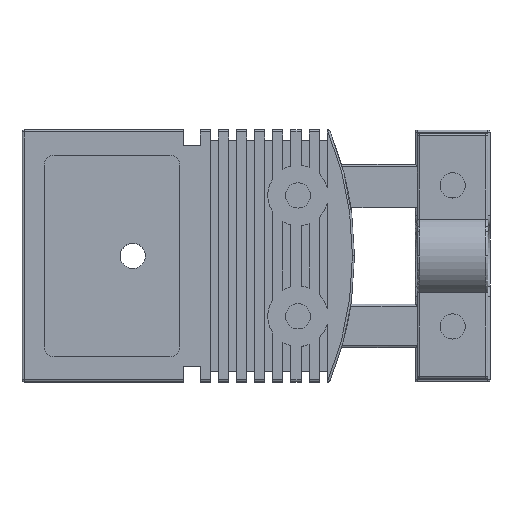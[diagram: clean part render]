
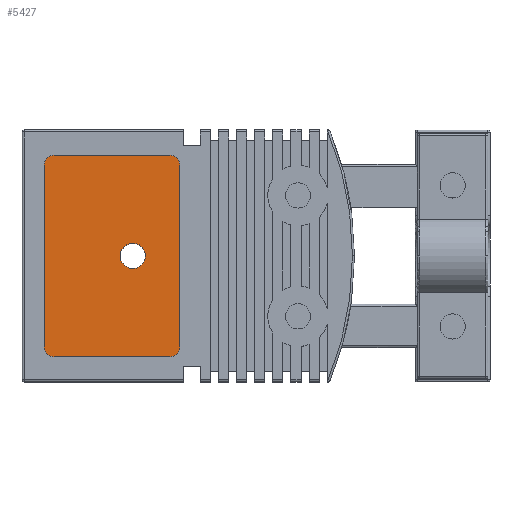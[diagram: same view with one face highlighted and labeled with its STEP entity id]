
A CAD part, top view. The second image highlights one B-rep face of the part: STEP entity #5427.
In plain terms, the highlighted planar face has unit normal (0, 0, 1).
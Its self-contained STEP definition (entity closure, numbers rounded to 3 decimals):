
#389 = CIRCLE ( 'NONE', #5807, 1. ) ;
#397 = CARTESIAN_POINT ( 'NONE',  ( 15.671, 9., 12.8 ) ) ;
#494 = ORIENTED_EDGE ( 'NONE', *, *, #9445, .T. ) ;
#614 = AXIS2_PLACEMENT_3D ( 'NONE', #11733, #8480, #8349 ) ;
#914 = LINE ( 'NONE', #12923, #1995 ) ;
#926 = EDGE_CURVE ( 'NONE', #12795, #2140, #10652, .T. ) ;
#1001 = PLANE ( 'NONE',  #3967 ) ;
#1052 = CARTESIAN_POINT ( 'NONE',  ( 12.25, 0., 12.8 ) ) ;
#1147 = VECTOR ( 'NONE', #12458, 1000. ) ;
#1232 = CARTESIAN_POINT ( 'NONE',  ( 3.2, -10., 12.8 ) ) ;
#1443 = CARTESIAN_POINT ( 'NONE',  ( 15.671, -9., 12.8 ) ) ;
#1459 = CARTESIAN_POINT ( 'NONE',  ( 11., 0., 12.8 ) ) ;
#1906 = DIRECTION ( 'NONE',  ( 0., -1., 0. ) ) ;
#1995 = VECTOR ( 'NONE', #1906, 1000. ) ;
#2127 = EDGE_CURVE ( 'NONE', #8804, #8299, #914, .T. ) ;
#2140 = VERTEX_POINT ( 'NONE', #1052 ) ;
#2387 = DIRECTION ( 'NONE',  ( 0., 0., 1. ) ) ;
#2484 = ORIENTED_EDGE ( 'NONE', *, *, #13560, .T. ) ;
#2707 = VERTEX_POINT ( 'NONE', #1443 ) ;
#2734 = DIRECTION ( 'NONE',  ( 0., 0., 1. ) ) ;
#3093 = VERTEX_POINT ( 'NONE', #3546 ) ;
#3546 = CARTESIAN_POINT ( 'NONE',  ( 3.2, 10., 12.8 ) ) ;
#3547 = CIRCLE ( 'NONE', #11443, 1. ) ;
#3741 = VECTOR ( 'NONE', #8969, 1000. ) ;
#3967 = AXIS2_PLACEMENT_3D ( 'NONE', #11808, #5242, #8497 ) ;
#4096 = EDGE_CURVE ( 'NONE', #8749, #8906, #13454, .T. ) ;
#4268 = VERTEX_POINT ( 'NONE', #5100 ) ;
#4392 = AXIS2_PLACEMENT_3D ( 'NONE', #12410, #2734, #11414 ) ;
#4496 = DIRECTION ( 'NONE',  ( 0., 1., 0. ) ) ;
#4598 = ORIENTED_EDGE ( 'NONE', *, *, #9580, .T. ) ;
#4897 = EDGE_CURVE ( 'NONE', #12034, #3093, #9104, .T. ) ;
#4911 = CARTESIAN_POINT ( 'NONE',  ( 14.671, -10., 12.8 ) ) ;
#5068 = ORIENTED_EDGE ( 'NONE', *, *, #9342, .T. ) ;
#5100 = CARTESIAN_POINT ( 'NONE',  ( 15.671, 9., 12.8 ) ) ;
#5102 = CARTESIAN_POINT ( 'NONE',  ( 11., 0., 12.8 ) ) ;
#5131 = CIRCLE ( 'NONE', #8079, 1.25 ) ;
#5242 = DIRECTION ( 'NONE',  ( 0., 0., 1. ) ) ;
#5427 = ADVANCED_FACE ( 'NONE', ( #8157, #7095 ), #1001, .T. ) ;
#5807 = AXIS2_PLACEMENT_3D ( 'NONE', #12268, #2387, #13408 ) ;
#5905 = DIRECTION ( 'NONE',  ( 0., 0., -1. ) ) ;
#6988 = ORIENTED_EDGE ( 'NONE', *, *, #13713, .T. ) ;
#7095 = FACE_OUTER_BOUND ( 'NONE', #7670, .T. ) ;
#7363 = DIRECTION ( 'NONE',  ( 1., 0., 0. ) ) ;
#7606 = ORIENTED_EDGE ( 'NONE', *, *, #4897, .T. ) ;
#7670 = EDGE_LOOP ( 'NONE', ( #6988, #10049, #494, #2484, #5068, #7606, #4598, #11639 ) ) ;
#7967 = CARTESIAN_POINT ( 'NONE',  ( 2.2, -9., 12.8 ) ) ;
#8079 = AXIS2_PLACEMENT_3D ( 'NONE', #5102, #12530, #7363 ) ;
#8153 = CARTESIAN_POINT ( 'NONE',  ( 3.2, -10., 12.8 ) ) ;
#8157 = FACE_BOUND ( 'NONE', #12868, .T. ) ;
#8283 = DIRECTION ( 'NONE',  ( 0., 0., 1. ) ) ;
#8299 = VERTEX_POINT ( 'NONE', #7967 ) ;
#8349 = DIRECTION ( 'NONE',  ( 1., 0., 0. ) ) ;
#8452 = VECTOR ( 'NONE', #4496, 1000. ) ;
#8480 = DIRECTION ( 'NONE',  ( 0., 0., 1. ) ) ;
#8497 = DIRECTION ( 'NONE',  ( 1., 0., 0. ) ) ;
#8508 = CARTESIAN_POINT ( 'NONE',  ( 14.671, 10., 12.8 ) ) ;
#8749 = VERTEX_POINT ( 'NONE', #1232 ) ;
#8804 = VERTEX_POINT ( 'NONE', #10072 ) ;
#8899 = ORIENTED_EDGE ( 'NONE', *, *, #12462, .T. ) ;
#8906 = VERTEX_POINT ( 'NONE', #4911 ) ;
#8969 = DIRECTION ( 'NONE',  ( -1., 0., 0. ) ) ;
#9104 = LINE ( 'NONE', #10307, #3741 ) ;
#9206 = DIRECTION ( 'NONE',  ( -1., 0., 0. ) ) ;
#9342 = EDGE_CURVE ( 'NONE', #4268, #12034, #3547, .T. ) ;
#9344 = CARTESIAN_POINT ( 'NONE',  ( 14.671, 9., 12.8 ) ) ;
#9445 = EDGE_CURVE ( 'NONE', #8906, #2707, #11880, .T. ) ;
#9580 = EDGE_CURVE ( 'NONE', #3093, #8804, #389, .T. ) ;
#10049 = ORIENTED_EDGE ( 'NONE', *, *, #4096, .T. ) ;
#10072 = CARTESIAN_POINT ( 'NONE',  ( 2.2, 9., 12.8 ) ) ;
#10307 = CARTESIAN_POINT ( 'NONE',  ( 3.2, 10., 12.8 ) ) ;
#10486 = CIRCLE ( 'NONE', #4392, 1. ) ;
#10597 = CARTESIAN_POINT ( 'NONE',  ( 9.75, 0., 12.8 ) ) ;
#10652 = CIRCLE ( 'NONE', #12690, 1.25 ) ;
#10910 = ORIENTED_EDGE ( 'NONE', *, *, #926, .T. ) ;
#11414 = DIRECTION ( 'NONE',  ( 1., 0., 0. ) ) ;
#11443 = AXIS2_PLACEMENT_3D ( 'NONE', #9344, #8283, #9206 ) ;
#11639 = ORIENTED_EDGE ( 'NONE', *, *, #2127, .T. ) ;
#11733 = CARTESIAN_POINT ( 'NONE',  ( 14.671, -9., 12.8 ) ) ;
#11808 = CARTESIAN_POINT ( 'NONE',  ( 3.2, -9., 12.8 ) ) ;
#11880 = CIRCLE ( 'NONE', #614, 1. ) ;
#12034 = VERTEX_POINT ( 'NONE', #8508 ) ;
#12268 = CARTESIAN_POINT ( 'NONE',  ( 3.2, 9., 12.8 ) ) ;
#12410 = CARTESIAN_POINT ( 'NONE',  ( 3.2, -9., 12.8 ) ) ;
#12458 = DIRECTION ( 'NONE',  ( 1., 0., 0. ) ) ;
#12462 = EDGE_CURVE ( 'NONE', #2140, #12795, #5131, .T. ) ;
#12530 = DIRECTION ( 'NONE',  ( 0., 0., -1. ) ) ;
#12690 = AXIS2_PLACEMENT_3D ( 'NONE', #1459, #5905, #13262 ) ;
#12795 = VERTEX_POINT ( 'NONE', #10597 ) ;
#12868 = EDGE_LOOP ( 'NONE', ( #10910, #8899 ) ) ;
#12923 = CARTESIAN_POINT ( 'NONE',  ( 2.2, 9., 12.8 ) ) ;
#13262 = DIRECTION ( 'NONE',  ( 1., 0., 0. ) ) ;
#13338 = LINE ( 'NONE', #397, #8452 ) ;
#13408 = DIRECTION ( 'NONE',  ( 1., 0., 0. ) ) ;
#13454 = LINE ( 'NONE', #8153, #1147 ) ;
#13560 = EDGE_CURVE ( 'NONE', #2707, #4268, #13338, .T. ) ;
#13713 = EDGE_CURVE ( 'NONE', #8299, #8749, #10486, .T. ) ;
